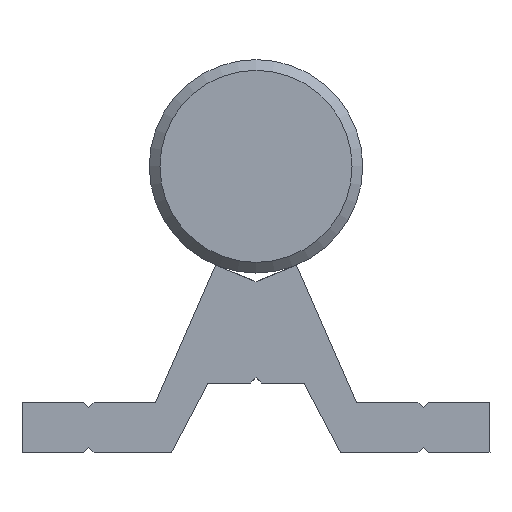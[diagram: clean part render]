
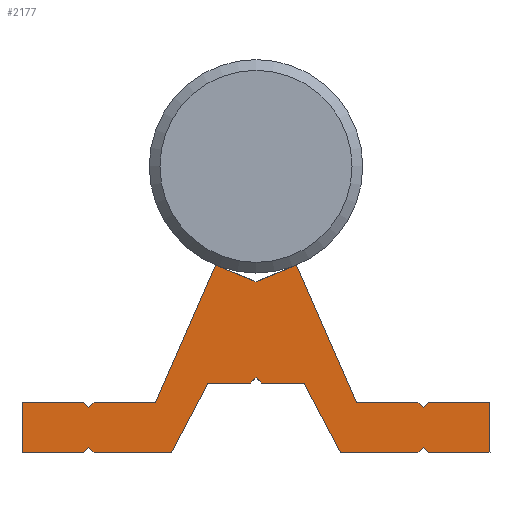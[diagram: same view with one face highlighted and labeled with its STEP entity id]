
A CAD part, front view. The second image highlights one B-rep face of the part: STEP entity #2177.
In plain terms, the highlighted planar face has unit normal (0, -1, 0).
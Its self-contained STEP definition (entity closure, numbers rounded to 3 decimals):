
#190=PLANE('',#2440);
#298=FACE_OUTER_BOUND('',#393,.T.);
#393=EDGE_LOOP('',(#2045,#2046,#2047,#2048,#2049,#2050,#2051,#2052,#2053,
#2054,#2055,#2056,#2057,#2058,#2059,#2060,#2061,#2062,#2063,#2064,#2065,
#2066,#2067,#2068,#2069,#2070,#2071,#2072));
#414=LINE('',#3371,#585);
#422=LINE('',#3384,#593);
#425=LINE('',#3390,#596);
#429=LINE('',#3397,#600);
#435=LINE('',#3408,#606);
#438=LINE('',#3414,#609);
#444=LINE('',#3425,#615);
#450=LINE('',#3436,#621);
#456=LINE('',#3448,#627);
#464=LINE('',#3462,#635);
#478=LINE('',#3665,#649);
#485=LINE('',#3676,#656);
#491=LINE('',#3688,#662);
#500=LINE('',#3703,#671);
#511=LINE('',#3724,#682);
#526=LINE('',#3753,#697);
#532=LINE('',#3766,#703);
#536=LINE('',#3772,#707);
#539=LINE('',#3778,#710);
#542=LINE('',#3785,#713);
#546=LINE('',#3791,#717);
#549=LINE('',#3798,#720);
#552=LINE('',#3803,#723);
#554=LINE('',#3807,#725);
#558=LINE('',#3814,#729);
#561=LINE('',#3819,#732);
#562=LINE('',#3821,#733);
#563=LINE('',#3823,#734);
#585=VECTOR('',#2741,10.);
#593=VECTOR('',#2753,10.);
#596=VECTOR('',#2760,10.);
#600=VECTOR('',#2766,10.);
#606=VECTOR('',#2776,10.);
#609=VECTOR('',#2783,10.);
#615=VECTOR('',#2791,10.);
#621=VECTOR('',#2803,10.);
#627=VECTOR('',#2817,10.);
#635=VECTOR('',#2829,10.);
#649=VECTOR('',#2909,10.);
#656=VECTOR('',#2920,10.);
#662=VECTOR('',#2934,10.);
#671=VECTOR('',#2949,10.);
#682=VECTOR('',#2970,10.);
#697=VECTOR('',#3003,10.);
#703=VECTOR('',#3019,10.);
#707=VECTOR('',#3025,10.);
#710=VECTOR('',#3034,10.);
#713=VECTOR('',#3043,10.);
#717=VECTOR('',#3049,10.);
#720=VECTOR('',#3058,10.);
#723=VECTOR('',#3063,10.);
#725=VECTOR('',#3067,10.);
#729=VECTOR('',#3073,10.);
#732=VECTOR('',#3078,10.);
#733=VECTOR('',#3081,10.);
#734=VECTOR('',#3084,10.);
#932=VERTEX_POINT('',#3368);
#933=VERTEX_POINT('',#3370);
#936=VERTEX_POINT('',#3382);
#937=VERTEX_POINT('',#3388);
#938=VERTEX_POINT('',#3394);
#939=VERTEX_POINT('',#3396);
#942=VERTEX_POINT('',#3406);
#943=VERTEX_POINT('',#3412);
#946=VERTEX_POINT('',#3422);
#947=VERTEX_POINT('',#3424);
#949=VERTEX_POINT('',#3435);
#951=VERTEX_POINT('',#3447);
#954=VERTEX_POINT('',#3459);
#955=VERTEX_POINT('',#3461);
#1014=VERTEX_POINT('',#3662);
#1015=VERTEX_POINT('',#3664);
#1017=VERTEX_POINT('',#3675);
#1019=VERTEX_POINT('',#3687);
#1022=VERTEX_POINT('',#3701);
#1026=VERTEX_POINT('',#3721);
#1027=VERTEX_POINT('',#3723);
#1032=VERTEX_POINT('',#3751);
#1034=VERTEX_POINT('',#3765);
#1036=VERTEX_POINT('',#3784);
#1038=VERTEX_POINT('',#3797);
#1040=VERTEX_POINT('',#3806);
#1042=VERTEX_POINT('',#3812);
#1043=VERTEX_POINT('',#3817);
#1180=EDGE_CURVE('',#933,#932,#414,.T.);
#1188=EDGE_CURVE('',#936,#932,#422,.T.);
#1191=EDGE_CURVE('',#936,#937,#425,.T.);
#1195=EDGE_CURVE('',#939,#938,#429,.T.);
#1201=EDGE_CURVE('',#942,#938,#435,.T.);
#1204=EDGE_CURVE('',#942,#943,#438,.T.);
#1210=EDGE_CURVE('',#947,#946,#444,.T.);
#1216=EDGE_CURVE('',#947,#949,#450,.T.);
#1222=EDGE_CURVE('',#949,#951,#456,.T.);
#1230=EDGE_CURVE('',#955,#954,#464,.T.);
#1300=EDGE_CURVE('',#1015,#1014,#478,.T.);
#1307=EDGE_CURVE('',#1017,#1015,#485,.T.);
#1313=EDGE_CURVE('',#1019,#1017,#491,.T.);
#1322=EDGE_CURVE('',#937,#1022,#500,.T.);
#1333=EDGE_CURVE('',#1027,#1026,#511,.T.);
#1348=EDGE_CURVE('',#943,#1032,#526,.T.);
#1354=EDGE_CURVE('',#1032,#1034,#532,.T.);
#1358=EDGE_CURVE('',#951,#1034,#536,.T.);
#1361=EDGE_CURVE('',#933,#946,#539,.T.);
#1364=EDGE_CURVE('',#1022,#1036,#542,.T.);
#1368=EDGE_CURVE('',#1036,#1019,#546,.T.);
#1371=EDGE_CURVE('',#1014,#1038,#549,.T.);
#1374=EDGE_CURVE('',#955,#1038,#552,.T.);
#1376=EDGE_CURVE('',#954,#1040,#554,.T.);
#1380=EDGE_CURVE('',#1040,#1042,#558,.T.);
#1383=EDGE_CURVE('',#1042,#1043,#561,.T.);
#1384=EDGE_CURVE('',#1043,#1027,#562,.T.);
#1385=EDGE_CURVE('',#1026,#939,#563,.T.);
#2045=ORIENTED_EDGE('',*,*,#1204,.T.);
#2046=ORIENTED_EDGE('',*,*,#1348,.T.);
#2047=ORIENTED_EDGE('',*,*,#1354,.T.);
#2048=ORIENTED_EDGE('',*,*,#1358,.F.);
#2049=ORIENTED_EDGE('',*,*,#1222,.F.);
#2050=ORIENTED_EDGE('',*,*,#1216,.F.);
#2051=ORIENTED_EDGE('',*,*,#1210,.T.);
#2052=ORIENTED_EDGE('',*,*,#1361,.F.);
#2053=ORIENTED_EDGE('',*,*,#1180,.T.);
#2054=ORIENTED_EDGE('',*,*,#1188,.F.);
#2055=ORIENTED_EDGE('',*,*,#1191,.T.);
#2056=ORIENTED_EDGE('',*,*,#1322,.T.);
#2057=ORIENTED_EDGE('',*,*,#1364,.T.);
#2058=ORIENTED_EDGE('',*,*,#1368,.T.);
#2059=ORIENTED_EDGE('',*,*,#1313,.T.);
#2060=ORIENTED_EDGE('',*,*,#1307,.T.);
#2061=ORIENTED_EDGE('',*,*,#1300,.T.);
#2062=ORIENTED_EDGE('',*,*,#1371,.T.);
#2063=ORIENTED_EDGE('',*,*,#1374,.F.);
#2064=ORIENTED_EDGE('',*,*,#1230,.T.);
#2065=ORIENTED_EDGE('',*,*,#1376,.T.);
#2066=ORIENTED_EDGE('',*,*,#1380,.T.);
#2067=ORIENTED_EDGE('',*,*,#1383,.T.);
#2068=ORIENTED_EDGE('',*,*,#1384,.T.);
#2069=ORIENTED_EDGE('',*,*,#1333,.T.);
#2070=ORIENTED_EDGE('',*,*,#1385,.T.);
#2071=ORIENTED_EDGE('',*,*,#1195,.T.);
#2072=ORIENTED_EDGE('',*,*,#1201,.F.);
#2177=ADVANCED_FACE('',(#298),#190,.F.);
#2440=AXIS2_PLACEMENT_3D('',#3826,#3088,#3089);
#2741=DIRECTION('',(1.,0.,0.));
#2753=DIRECTION('',(-0.707,0.,-0.707));
#2760=DIRECTION('',(0.707,0.,-0.707));
#2766=DIRECTION('',(1.,0.,0.));
#2776=DIRECTION('',(-0.707,0.,-0.707));
#2783=DIRECTION('',(0.707,0.,-0.707));
#2791=DIRECTION('',(1.,0.,0.));
#2803=DIRECTION('',(-0.707,0.,0.707));
#2817=DIRECTION('',(-0.707,0.,-0.707));
#2829=DIRECTION('',(-0.925,0.,0.38));
#2909=DIRECTION('',(-1.,0.,0.));
#2920=DIRECTION('',(-0.707,0.,0.707));
#2934=DIRECTION('',(-0.707,0.,-0.707));
#2949=DIRECTION('',(1.,0.,0.));
#2970=DIRECTION('',(-1.,0.,0.));
#3003=DIRECTION('',(1.,0.,0.));
#3019=DIRECTION('',(0.466,0.,0.885));
#3025=DIRECTION('',(-1.,0.,0.));
#3034=DIRECTION('',(-0.466,0.,0.885));
#3043=DIRECTION('',(0.,0.,1.));
#3049=DIRECTION('',(-1.,0.,0.));
#3058=DIRECTION('',(-0.401,0.,0.916));
#3063=DIRECTION('',(0.925,0.,0.38));
#3067=DIRECTION('',(-0.401,0.,-0.916));
#3073=DIRECTION('',(-1.,0.,0.));
#3078=DIRECTION('',(-0.707,0.,-0.707));
#3081=DIRECTION('',(-0.707,0.,0.707));
#3084=DIRECTION('',(0.,0.,-1.));
#3088=DIRECTION('center_axis',(0.,1.,0.));
#3089=DIRECTION('ref_axis',(1.,0.,0.));
#3368=CARTESIAN_POINT('',(15.175,0.,-26.8));
#3370=CARTESIAN_POINT('',(7.925,0.,-26.8));
#3371=CARTESIAN_POINT('',(7.925,0.,-26.8));
#3382=CARTESIAN_POINT('',(15.675,0.,-26.3));
#3384=CARTESIAN_POINT('',(15.675,0.,-26.3));
#3388=CARTESIAN_POINT('',(16.175,0.,-26.8));
#3390=CARTESIAN_POINT('',(15.675,0.,-26.3));
#3394=CARTESIAN_POINT('',(-16.175,0.,-26.8));
#3396=CARTESIAN_POINT('',(-21.925,0.,-26.8));
#3397=CARTESIAN_POINT('',(-21.925,0.,-26.8));
#3406=CARTESIAN_POINT('',(-15.675,0.,-26.3));
#3408=CARTESIAN_POINT('',(-15.675,0.,-26.3));
#3412=CARTESIAN_POINT('',(-15.175,0.,-26.8));
#3414=CARTESIAN_POINT('',(-15.675,0.,-26.3));
#3422=CARTESIAN_POINT('',(4.5,0.,-20.3));
#3424=CARTESIAN_POINT('',(0.5,0.,-20.3));
#3425=CARTESIAN_POINT('',(0.,0.,-20.3));
#3435=CARTESIAN_POINT('',(0.,0.,-19.8));
#3436=CARTESIAN_POINT('',(0.5,0.,-20.3));
#3447=CARTESIAN_POINT('',(-0.5,0.,-20.3));
#3448=CARTESIAN_POINT('',(0.,0.,-19.8));
#3459=CARTESIAN_POINT('',(-3.8,0.,-9.25));
#3461=CARTESIAN_POINT('',(0.,0.,-10.811));
#3462=CARTESIAN_POINT('',(0.,0.,-10.811));
#3662=CARTESIAN_POINT('',(9.425,0.,-22.1));
#3664=CARTESIAN_POINT('',(15.175,0.,-22.1));
#3665=CARTESIAN_POINT('',(21.925,0.,-22.1));
#3675=CARTESIAN_POINT('',(15.675,0.,-22.6));
#3676=CARTESIAN_POINT('',(15.675,0.,-22.6));
#3687=CARTESIAN_POINT('',(16.175,0.,-22.1));
#3688=CARTESIAN_POINT('',(16.175,0.,-22.1));
#3701=CARTESIAN_POINT('',(21.925,0.,-26.8));
#3703=CARTESIAN_POINT('',(7.925,0.,-26.8));
#3721=CARTESIAN_POINT('',(-21.925,0.,-22.1));
#3723=CARTESIAN_POINT('',(-16.175,0.,-22.1));
#3724=CARTESIAN_POINT('',(-9.425,0.,-22.1));
#3751=CARTESIAN_POINT('',(-7.925,0.,-26.8));
#3753=CARTESIAN_POINT('',(-21.925,0.,-26.8));
#3765=CARTESIAN_POINT('',(-4.5,0.,-20.3));
#3766=CARTESIAN_POINT('',(-7.925,0.,-26.8));
#3772=CARTESIAN_POINT('',(0.,0.,-20.3));
#3778=CARTESIAN_POINT('',(7.925,0.,-26.8));
#3784=CARTESIAN_POINT('',(21.925,0.,-22.1));
#3785=CARTESIAN_POINT('',(21.925,0.,-26.8));
#3791=CARTESIAN_POINT('',(21.925,0.,-22.1));
#3797=CARTESIAN_POINT('',(3.8,0.,-9.25));
#3798=CARTESIAN_POINT('',(9.425,0.,-22.1));
#3803=CARTESIAN_POINT('',(0.,0.,-10.811));
#3806=CARTESIAN_POINT('',(-9.425,0.,-22.1));
#3807=CARTESIAN_POINT('',(-3.8,0.,-9.25));
#3812=CARTESIAN_POINT('',(-15.175,0.,-22.1));
#3814=CARTESIAN_POINT('',(-9.425,0.,-22.1));
#3817=CARTESIAN_POINT('',(-15.675,0.,-22.6));
#3819=CARTESIAN_POINT('',(-15.175,0.,-22.1));
#3821=CARTESIAN_POINT('',(-15.675,0.,-22.6));
#3823=CARTESIAN_POINT('',(-21.925,0.,-22.1));
#3826=CARTESIAN_POINT('Origin',(0.,0.,-18.025));
